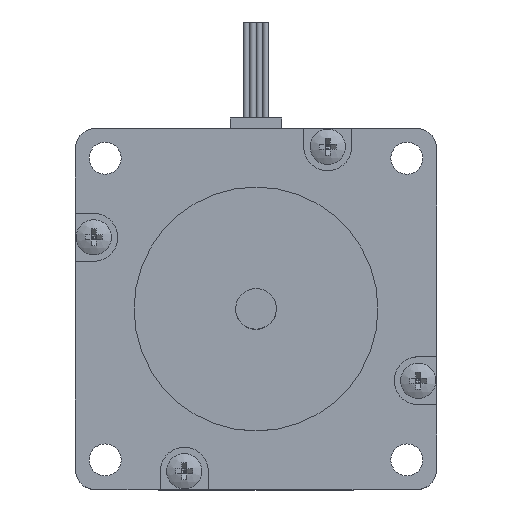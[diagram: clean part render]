
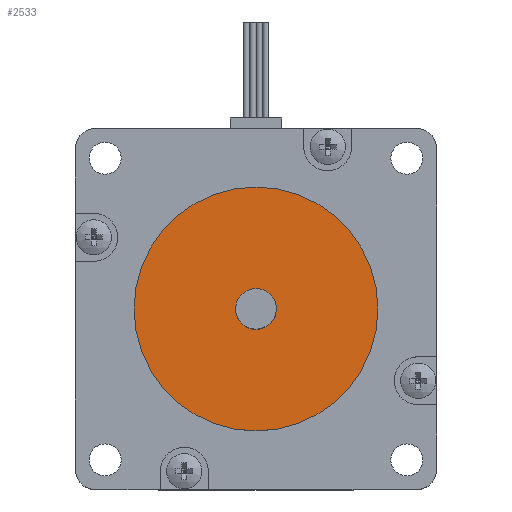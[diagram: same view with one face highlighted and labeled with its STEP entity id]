
A CAD part, top view. The second image highlights one B-rep face of the part: STEP entity #2533.
In plain terms, the highlighted planar face has unit normal (0, 0, 1).
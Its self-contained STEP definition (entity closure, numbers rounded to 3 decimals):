
#2506=CARTESIAN_POINT('',(0.,0.,6.3));
#2507=DIRECTION('',(0.0,0.0,-1.0));
#2508=DIRECTION('',(-1.0,0.0,0.0));
#2509=AXIS2_PLACEMENT_3D('',#2506,#2507,#2508);
#2510=PLANE('',#2509);
#2511=CARTESIAN_POINT('',(19.05,0.,6.3));
#2512=VERTEX_POINT('',#2511);
#2513=CARTESIAN_POINT('',(0.,0.,6.3));
#2514=DIRECTION('',(0.0,0.0,-1.0));
#2515=DIRECTION('',(-1.0,0.0,0.0));
#2516=AXIS2_PLACEMENT_3D('',#2513,#2514,#2515);
#2517=CIRCLE('',#2516,19.05);
#2518=EDGE_CURVE('',#2512,#2512,#2517,.T.);
#2519=ORIENTED_EDGE('',*,*,#2518,.F.);
#2520=EDGE_LOOP('',(#2519));
#2521=FACE_OUTER_BOUND('',#2520,.T.);
#2522=CARTESIAN_POINT('',(3.13,0.535,6.3));
#2523=VERTEX_POINT('',#2522);
#2524=CARTESIAN_POINT('',(0.,0.,6.3));
#2525=DIRECTION('',(0.0,0.0,-1.0));
#2526=DIRECTION('',(-0.986,-0.169,0.0));
#2527=AXIS2_PLACEMENT_3D('',#2524,#2525,#2526);
#2528=CIRCLE('',#2527,3.175);
#2529=EDGE_CURVE('',#2523,#2523,#2528,.T.);
#2530=ORIENTED_EDGE('',*,*,#2529,.T.);
#2531=EDGE_LOOP('',(#2530));
#2532=FACE_BOUND('',#2531,.T.);
#2533=ADVANCED_FACE('',(#2521,#2532),#2510,.F.);
